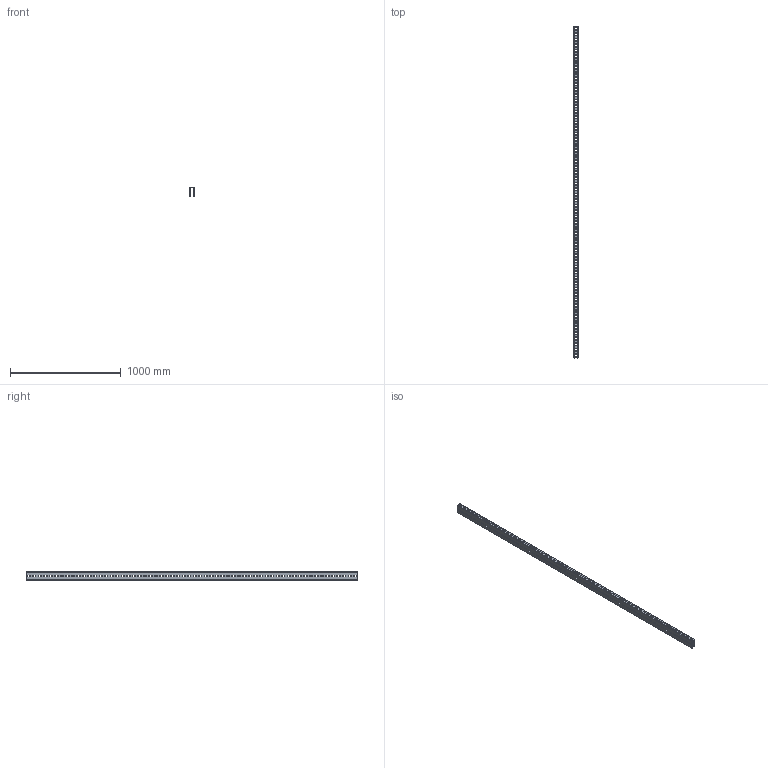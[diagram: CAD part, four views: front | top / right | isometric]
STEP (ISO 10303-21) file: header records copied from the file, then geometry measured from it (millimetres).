
FILE_DESCRIPTION((''),'2;1');
FILE_NAME('610136_PRT','2018-12-05T12:33:57',('tomasz.grudniewski'),(''),'CREO PARAMETRIC BY PTC INC, 2018260','CREO PARAMETRIC BY PTC INC, 2018260','');
FILE_SCHEMA(('CONFIG_CONTROL_DESIGN'));
Length unit declared in the file: millimetre
Products named in the file (1): 610136_PRT
Bounding box: 40 x 3000 x 80 mm (x, y, z)
Volume: 1695042.1 mm3; surface area: 1189699.4 mm2
Topology: 1 solids, 1 shells, 774 faces, 2268 edges, 1496 vertices
Faces by surface type: plane 402, cylinder 372
Entity records: 26570 total; most frequent: DIRECTION 4560, CARTESIAN_POINT 4538, ORIENTED_EDGE 4536, EDGE_CURVE 2268, VECTOR 1524, LINE 1524, AXIS2_PLACEMENT_3D 1518, VERTEX_POINT 1496
